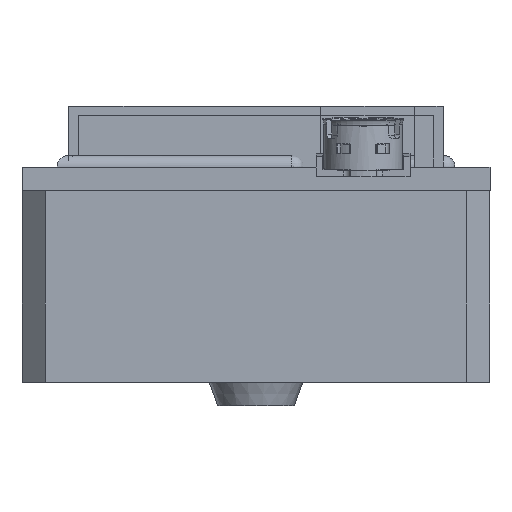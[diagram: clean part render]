
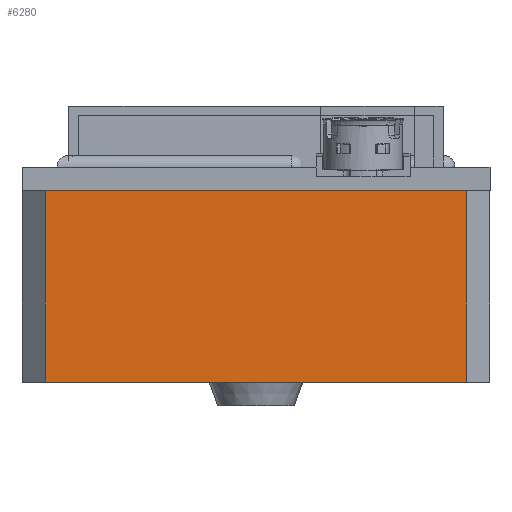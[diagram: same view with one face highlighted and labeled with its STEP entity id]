
A CAD part, front view. The second image highlights one B-rep face of the part: STEP entity #6280.
In plain terms, the highlighted planar face has unit normal (0, -1, 0).
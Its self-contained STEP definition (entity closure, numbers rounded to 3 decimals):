
#4780=CARTESIAN_POINT('',(-51.145,2.678,2.05));
#4790=VERTEX_POINT('',#4780);
#4820=CARTESIAN_POINT('',(-51.145,2.678,2.05));
#4830=DIRECTION('',(-1.,0.,0.));
#4840=VECTOR('',#4830,1.);
#4850=LINE('',#4820,#4840);
#4860=CARTESIAN_POINT('',(-60.145,2.678,2.05));
#4870=VERTEX_POINT('',#4860);
#4880=EDGE_CURVE('',#4790,#4870,#4850,.T.);
#5470=CARTESIAN_POINT('',(-51.145,2.678,-2.05));
#5480=VERTEX_POINT('',#5470);
#5790=CARTESIAN_POINT('',(-60.145,2.678,-2.05));
#5800=VERTEX_POINT('',#5790);
#5830=CARTESIAN_POINT('',(-51.145,2.678,-2.05));
#5840=DIRECTION('',(-1.,0.,0.));
#5850=VECTOR('',#5840,1.);
#5860=LINE('',#5830,#5850);
#5870=EDGE_CURVE('',#5480,#5800,#5860,.T.);
#6070=CARTESIAN_POINT('',(-60.645,2.678,2.05));
#6080=DIRECTION('',(0.,1.,0.));
#6090=DIRECTION('',(0.,0.,1.));
#6100=AXIS2_PLACEMENT_3D('',#6070,#6080,#6090);
#6110=PLANE('',#6100);
#6120=CARTESIAN_POINT('',(-51.145,2.678,2.05));
#6130=DIRECTION('',(0.,0.,-1.));
#6140=VECTOR('',#6130,1.);
#6150=LINE('',#6120,#6140);
#6160=EDGE_CURVE('',#4790,#5480,#6150,.T.);
#6170=ORIENTED_EDGE('',*,*,#6160,.F.);
#6180=ORIENTED_EDGE('',*,*,#5870,.F.);
#6190=CARTESIAN_POINT('',(-60.145,2.678,-2.05));
#6200=DIRECTION('',(0.,0.,1.));
#6210=VECTOR('',#6200,1.);
#6220=LINE('',#6190,#6210);
#6230=EDGE_CURVE('',#5800,#4870,#6220,.T.);
#6240=ORIENTED_EDGE('',*,*,#6230,.F.);
#6250=ORIENTED_EDGE('',*,*,#4880,.T.);
#6260=EDGE_LOOP('',(#6250,#6240,#6180,#6170));
#6270=FACE_OUTER_BOUND('',#6260,.T.);
#6280=ADVANCED_FACE('',(#6270),#6110,.F.);
